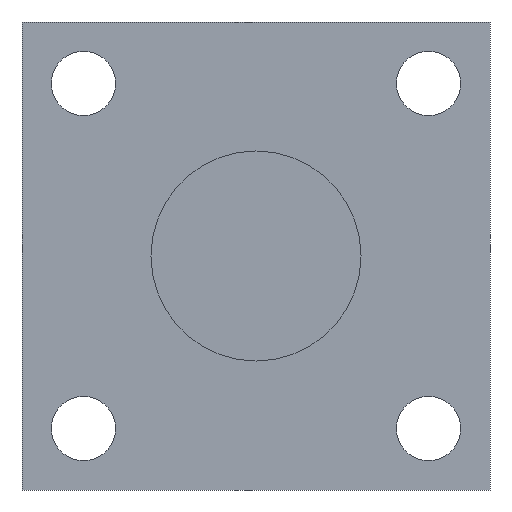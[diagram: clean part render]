
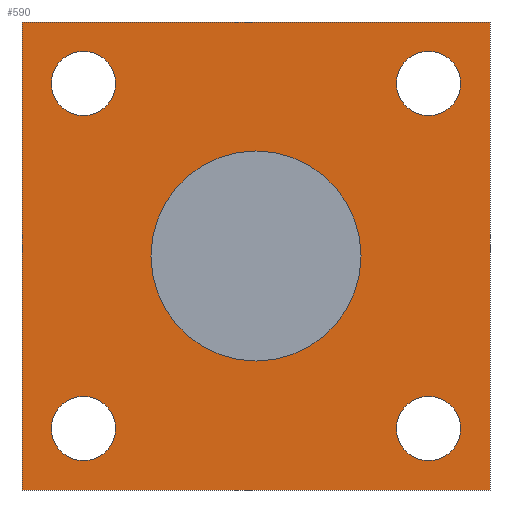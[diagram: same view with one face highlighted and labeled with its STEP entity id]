
A CAD part, left-side view. The second image highlights one B-rep face of the part: STEP entity #590.
In plain terms, the highlighted planar face has unit normal (-1, 0, 0).
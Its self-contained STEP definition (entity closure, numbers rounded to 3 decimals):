
#43=LINE('',#854,#75);
#44=LINE('',#857,#76);
#45=LINE('',#859,#77);
#46=LINE('',#861,#78);
#75=VECTOR('',#736,1000.);
#76=VECTOR('',#737,1000.);
#77=VECTOR('',#738,1000.);
#78=VECTOR('',#739,1000.);
#92=PLANE('',#635);
#161=ORIENTED_EDGE('',*,*,#238,.T.);
#162=ORIENTED_EDGE('',*,*,#239,.F.);
#163=ORIENTED_EDGE('',*,*,#240,.F.);
#164=ORIENTED_EDGE('',*,*,#241,.F.);
#165=ORIENTED_EDGE('',*,*,#242,.F.);
#166=ORIENTED_EDGE('',*,*,#217,.T.);
#167=ORIENTED_EDGE('',*,*,#215,.T.);
#168=ORIENTED_EDGE('',*,*,#201,.T.);
#169=ORIENTED_EDGE('',*,*,#199,.T.);
#199=EDGE_CURVE('',#249,#249,#287,.T.);
#201=EDGE_CURVE('',#251,#251,#289,.T.);
#215=EDGE_CURVE('',#263,#263,#295,.T.);
#217=EDGE_CURVE('',#265,#265,#297,.T.);
#238=EDGE_CURVE('',#281,#281,#303,.T.);
#239=EDGE_CURVE('',#282,#283,#43,.T.);
#240=EDGE_CURVE('',#284,#282,#44,.T.);
#241=EDGE_CURVE('',#285,#284,#45,.T.);
#242=EDGE_CURVE('',#283,#285,#46,.T.);
#249=VERTEX_POINT('',#768);
#251=VERTEX_POINT('',#773);
#263=VERTEX_POINT('',#803);
#265=VERTEX_POINT('',#808);
#281=VERTEX_POINT('',#853);
#282=VERTEX_POINT('',#855);
#283=VERTEX_POINT('',#856);
#284=VERTEX_POINT('',#858);
#285=VERTEX_POINT('',#860);
#287=CIRCLE('',#606,4.366);
#289=CIRCLE('',#609,4.366);
#295=CIRCLE('',#619,4.366);
#297=CIRCLE('',#622,4.366);
#303=CIRCLE('',#636,14.25);
#334=EDGE_LOOP('',(#161));
#335=EDGE_LOOP('',(#162,#163,#164,#165));
#336=EDGE_LOOP('',(#166));
#337=EDGE_LOOP('',(#167));
#338=EDGE_LOOP('',(#168));
#339=EDGE_LOOP('',(#169));
#380=FACE_BOUND('',#334,.T.);
#381=FACE_BOUND('',#335,.T.);
#382=FACE_BOUND('',#336,.T.);
#383=FACE_BOUND('',#337,.T.);
#384=FACE_BOUND('',#338,.T.);
#385=FACE_BOUND('',#339,.T.);
#590=ADVANCED_FACE('',(#380,#381,#382,#383,#384,#385),#92,.F.);
#606=AXIS2_PLACEMENT_3D('',#767,#651,#652);
#609=AXIS2_PLACEMENT_3D('',#772,#657,#658);
#619=AXIS2_PLACEMENT_3D('',#802,#685,#686);
#622=AXIS2_PLACEMENT_3D('',#807,#691,#692);
#635=AXIS2_PLACEMENT_3D('',#851,#732,#733);
#636=AXIS2_PLACEMENT_3D('',#852,#734,#735);
#651=DIRECTION('',(1.,0.,0.));
#652=DIRECTION('',(0.,0.,-1.));
#657=DIRECTION('',(1.,0.,0.));
#658=DIRECTION('',(0.,0.,-1.));
#685=DIRECTION('',(1.,0.,0.));
#686=DIRECTION('',(0.,0.,-1.));
#691=DIRECTION('',(1.,0.,0.));
#692=DIRECTION('',(0.,0.,-1.));
#732=DIRECTION('',(1.,0.,0.));
#733=DIRECTION('',(0.,0.,-1.));
#734=DIRECTION('',(1.,0.,0.));
#735=DIRECTION('',(0.,0.,-1.));
#736=DIRECTION('',(0.,0.,1.));
#737=DIRECTION('',(0.,1.,0.));
#738=DIRECTION('',(0.,0.,-1.));
#739=DIRECTION('',(0.,-1.,0.));
#767=CARTESIAN_POINT('',(0.,23.416,-23.416));
#768=CARTESIAN_POINT('',(0.,23.416,-27.781));
#772=CARTESIAN_POINT('',(0.,-23.416,-23.416));
#773=CARTESIAN_POINT('',(0.,-23.416,-27.781));
#802=CARTESIAN_POINT('',(0.,-23.416,23.416));
#803=CARTESIAN_POINT('',(0.,-23.416,19.05));
#807=CARTESIAN_POINT('',(0.,23.416,23.416));
#808=CARTESIAN_POINT('',(0.,23.416,19.05));
#851=CARTESIAN_POINT('',(0.,0.,0.));
#852=CARTESIAN_POINT('',(0.,0.,0.));
#853=CARTESIAN_POINT('',(0.,0.,-14.25));
#854=CARTESIAN_POINT('',(0.,31.75,-31.75));
#855=CARTESIAN_POINT('',(0.,31.75,-31.75));
#856=CARTESIAN_POINT('',(0.,31.75,31.75));
#857=CARTESIAN_POINT('',(0.,-31.75,-31.75));
#858=CARTESIAN_POINT('',(0.,-31.75,-31.75));
#859=CARTESIAN_POINT('',(0.,-31.75,31.75));
#860=CARTESIAN_POINT('',(0.,-31.75,31.75));
#861=CARTESIAN_POINT('',(0.,31.75,31.75));
